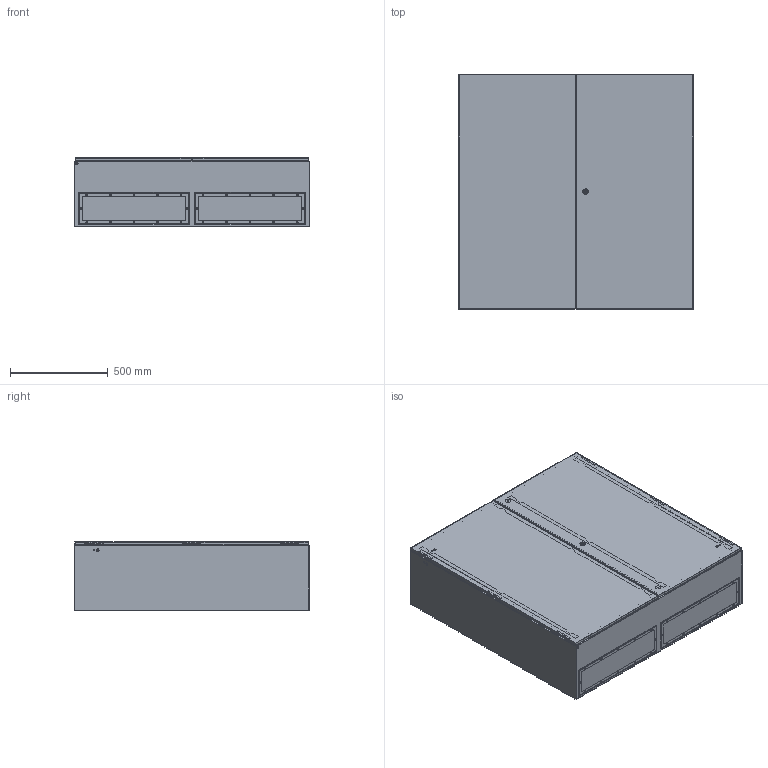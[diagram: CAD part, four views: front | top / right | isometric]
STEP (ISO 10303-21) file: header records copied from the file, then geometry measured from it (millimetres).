
FILE_DESCRIPTION (( 'STEP AP214' ), '1' );
FILE_NAME ('3331-1212-35-07.step', '2023-12-20T12:39:53', ( '' ), ( '' ), 'SwSTEP 2.0', 'SolidWorks 2019', '' );
FILE_SCHEMA (( 'AUTOMOTIVE_DESIGN' ));
Length unit declared in the file: millimetre
Products named in the file (7): Tuer2_wg_3331-1212-05-97; Korpus_wg_1212-35; Montageplattenbeipack_wg_1212; 3331-1212-35-07; Tuer_lp_wg_3331-1212-01-97; Tuer_gg_wg_3331-1212-02-97; Kabeleinfuehrungsplatte_wg_3080-7055-12-27
Assembly tree (7 placements, depth 3):
  3331-1212-35-07
    Korpus_wg_1212-35
    Tuer2_wg_3331-1212-05-97
      Tuer_gg_wg_3331-1212-02-97
      Tuer_lp_wg_3331-1212-01-97
    Kabeleinfuehrungsplatte_wg_3080-7055-12-27  x2
    Montageplattenbeipack_wg_1212
Bounding box: 1200 x 1203.1 x 356.5 mm (x, y, z)
Volume: 8607732.3 mm3; surface area: 10048121 mm2
Topology: 53 solids, 53 shells, 3153 faces, 8103 edges, 5213 vertices
Faces by surface type: plane 1749, cylinder 1052, cone 242, torus 60, sphere 34, bspline 16
Entity records: 103325 total; most frequent: CARTESIAN_POINT 23724, DIRECTION 14175, ORIENTED_EDGE 13806, EDGE_CURVE 6903, AXIS2_PLACEMENT_3D 5068, VERTEX_POINT 4469, VECTOR 4039, LINE 4039
